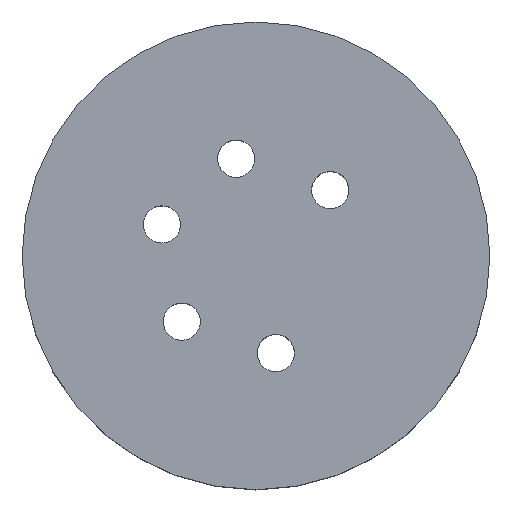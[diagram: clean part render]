
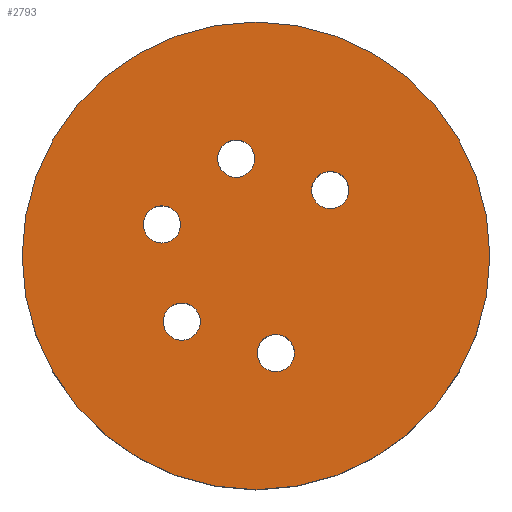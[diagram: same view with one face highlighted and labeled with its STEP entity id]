
A CAD part, top view. The second image highlights one B-rep face of the part: STEP entity #2793.
In plain terms, the highlighted planar face has unit normal (0, 0, 1).
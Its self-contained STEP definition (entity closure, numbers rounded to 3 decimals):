
#459=FACE_BOUND('',#764,.T.);
#460=FACE_BOUND('',#765,.T.);
#461=FACE_BOUND('',#766,.T.);
#462=FACE_BOUND('',#767,.T.);
#463=FACE_BOUND('',#768,.T.);
#609=FACE_OUTER_BOUND('',#763,.T.);
#763=EDGE_LOOP('',(#2493));
#764=EDGE_LOOP('',(#2494));
#765=EDGE_LOOP('',(#2495));
#766=EDGE_LOOP('',(#2496));
#767=EDGE_LOOP('',(#2497));
#768=EDGE_LOOP('',(#2498));
#779=CIRCLE('',#2828,1.5);
#780=CIRCLE('',#2830,1.5);
#781=CIRCLE('',#2832,1.5);
#782=CIRCLE('',#2834,1.5);
#783=CIRCLE('',#2836,1.5);
#1057=CIRCLE('',#3248,18.863);
#1067=VERTEX_POINT('',#4289);
#1068=VERTEX_POINT('',#4293);
#1069=VERTEX_POINT('',#4297);
#1070=VERTEX_POINT('',#4301);
#1071=VERTEX_POINT('',#4305);
#1345=VERTEX_POINT('',#5128);
#1356=EDGE_CURVE('',#1067,#1067,#779,.T.);
#1358=EDGE_CURVE('',#1068,#1068,#780,.T.);
#1360=EDGE_CURVE('',#1069,#1069,#781,.T.);
#1362=EDGE_CURVE('',#1070,#1070,#782,.T.);
#1364=EDGE_CURVE('',#1071,#1071,#783,.T.);
#1775=EDGE_CURVE('',#1345,#1345,#1057,.T.);
#2493=ORIENTED_EDGE('',*,*,#1775,.T.);
#2494=ORIENTED_EDGE('',*,*,#1356,.T.);
#2495=ORIENTED_EDGE('',*,*,#1358,.T.);
#2496=ORIENTED_EDGE('',*,*,#1360,.T.);
#2497=ORIENTED_EDGE('',*,*,#1362,.T.);
#2498=ORIENTED_EDGE('',*,*,#1364,.T.);
#2647=PLANE('',#3249);
#2793=ADVANCED_FACE('',(#609,#459,#460,#461,#462,#463),#2647,.T.);
#2828=AXIS2_PLACEMENT_3D('',#4291,#3275,#3276);
#2830=AXIS2_PLACEMENT_3D('',#4295,#3280,#3281);
#2832=AXIS2_PLACEMENT_3D('',#4299,#3285,#3286);
#2834=AXIS2_PLACEMENT_3D('',#4303,#3290,#3291);
#2836=AXIS2_PLACEMENT_3D('',#4307,#3295,#3296);
#3248=AXIS2_PLACEMENT_3D('',#5130,#4256,#4257);
#3249=AXIS2_PLACEMENT_3D('',#5131,#4258,#4259);
#3275=DIRECTION('center_axis',(0.,0.,-1.));
#3276=DIRECTION('ref_axis',(-1.,0.,0.));
#3280=DIRECTION('center_axis',(0.,0.,-1.));
#3281=DIRECTION('ref_axis',(-1.,0.,0.));
#3285=DIRECTION('center_axis',(0.,0.,-1.));
#3286=DIRECTION('ref_axis',(-1.,0.,0.));
#3290=DIRECTION('center_axis',(0.,0.,-1.));
#3291=DIRECTION('ref_axis',(-1.,0.,0.));
#3295=DIRECTION('center_axis',(0.,0.,-1.));
#3296=DIRECTION('ref_axis',(-1.,0.,0.));
#4256=DIRECTION('center_axis',(0.,0.,1.));
#4257=DIRECTION('ref_axis',(1.,0.,0.));
#4258=DIRECTION('center_axis',(0.,0.,1.));
#4259=DIRECTION('ref_axis',(1.,0.,0.));
#4289=CARTESIAN_POINT('',(-6.088,2.533,6.));
#4291=CARTESIAN_POINT('Origin',(-7.588,2.533,6.));
#4293=CARTESIAN_POINT('',(-0.1,7.838,6.));
#4295=CARTESIAN_POINT('Origin',(-1.6,7.838,6.));
#4297=CARTESIAN_POINT('',(3.1,-7.838,6.));
#4299=CARTESIAN_POINT('Origin',(1.6,-7.838,6.));
#4301=CARTESIAN_POINT('',(7.488,5.305,6.));
#4303=CARTESIAN_POINT('Origin',(5.988,5.305,6.));
#4305=CARTESIAN_POINT('',(-4.488,-5.305,6.));
#4307=CARTESIAN_POINT('Origin',(-5.988,-5.305,6.));
#5128=CARTESIAN_POINT('',(18.863,0.,6.));
#5130=CARTESIAN_POINT('Origin',(0.,0.,6.));
#5131=CARTESIAN_POINT('Origin',(0.,0.,6.));
